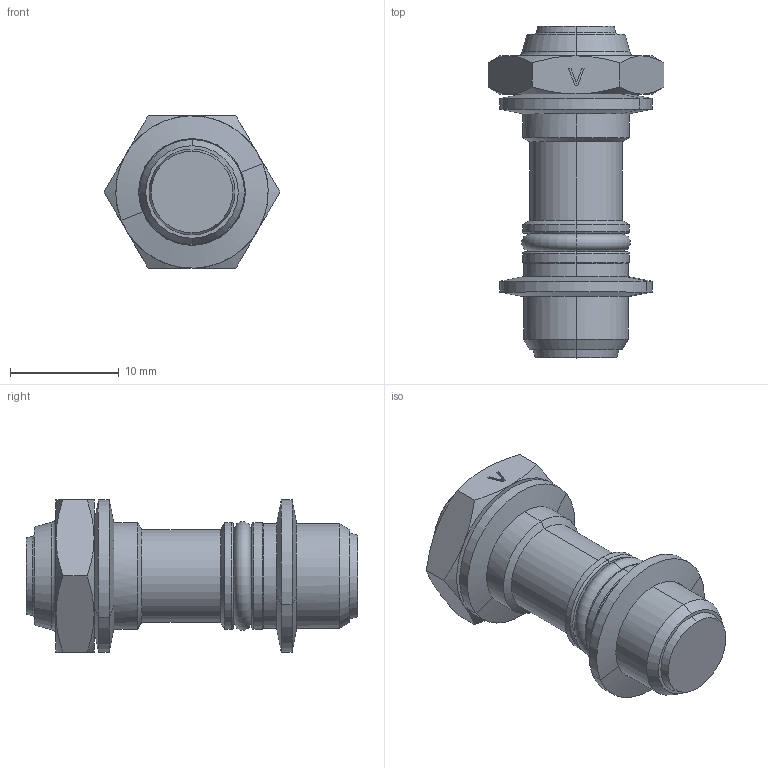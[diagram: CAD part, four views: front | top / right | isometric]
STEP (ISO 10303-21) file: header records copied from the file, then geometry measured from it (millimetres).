
FILE_DESCRIPTION (( 'STEP AP214' ), '1' );
FILE_NAME ('0891000002A.step', '2012-10-22T18:00:40', ( '' ), ( '' ), 'SwSTEP 2.0', 'SolidWorks 2012', '' );
FILE_SCHEMA (( 'AUTOMOTIVE_DESIGN' ));
Length unit declared in the file: millimetre
Products named in the file (1): 0891000002A
Bounding box: 16.17 x 30.5 x 14 mm (x, y, z)
Volume: 2581.7 mm3; surface area: 1839.1 mm2
Topology: 1 solids, 1 shells, 132 faces, 321 edges, 194 vertices
Faces by surface type: cone 40, plane 38, cylinder 34, torus 18, bspline 2
Entity records: 4653 total; most frequent: CARTESIAN_POINT 838, DIRECTION 727, ORIENTED_EDGE 642, EDGE_CURVE 321, AXIS2_PLACEMENT_3D 307, VERTEX_POINT 194, CIRCLE 176, EDGE_LOOP 147
